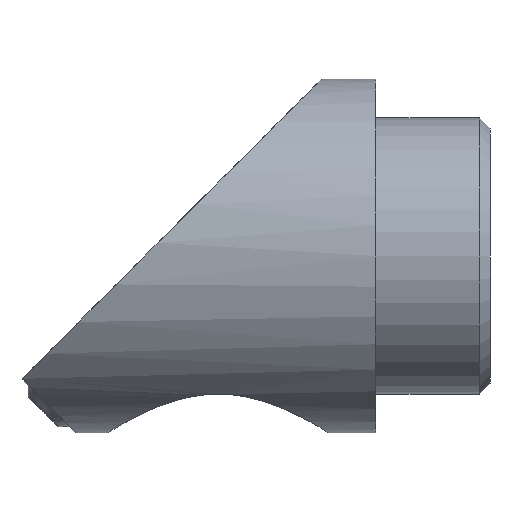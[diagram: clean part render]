
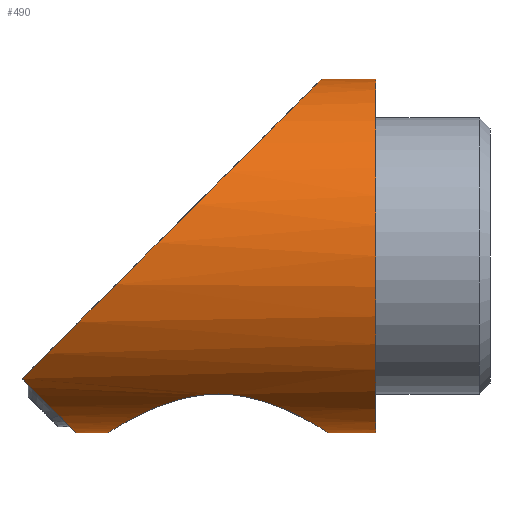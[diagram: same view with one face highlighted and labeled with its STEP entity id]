
A CAD part, left-side view. The second image highlights one B-rep face of the part: STEP entity #490.
In plain terms, the highlighted cylindrical face has radius 8.255 mm (diameter 16.51 mm), a partial arc.
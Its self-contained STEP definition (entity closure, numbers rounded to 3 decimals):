
#56 = CARTESIAN_POINT ( 'NONE',  ( -4.608, 5.056, -6.851 ) ) ;
#63 = CARTESIAN_POINT ( 'NONE',  ( 0., 2.222, -8.255 ) ) ;
#107 = CARTESIAN_POINT ( 'NONE',  ( -2.613, 11.808, -7.836 ) ) ;
#122 = CARTESIAN_POINT ( 'NONE',  ( 0., 30., 0. ) ) ;
#178 = CARTESIAN_POINT ( 'NONE',  ( -3.413, 3.504, -7.521 ) ) ;
#185 = CARTESIAN_POINT ( 'NONE',  ( -5.108, 6.67, -6.486 ) ) ;
#210 = CARTESIAN_POINT ( 'NONE',  ( -3.411, 11.23, -7.522 ) ) ;
#233 = VERTEX_POINT ( 'NONE', #840 ) ;
#235 = CARTESIAN_POINT ( 'NONE',  ( -4.084, 10.51, -7.177 ) ) ;
#247 = CARTESIAN_POINT ( 'NONE',  ( 0., 30., -8.255 ) ) ;
#261 = CARTESIAN_POINT ( 'NONE',  ( -5.932, 16.536, -5.741 ) ) ;
#275 = CARTESIAN_POINT ( 'NONE',  ( 0., 2.222, -8.255 ) ) ;
#277 = CIRCLE ( 'NONE', #858, 8.255 ) ;
#298 = CARTESIAN_POINT ( 'NONE',  ( 0., 30., -8.255 ) ) ;
#302 = CARTESIAN_POINT ( 'NONE',  ( -2.315, 2.761, -7.93 ) ) ;
#339 = VERTEX_POINT ( 'NONE', #571 ) ;
#343 = CARTESIAN_POINT ( 'NONE',  ( -0.689, 2.257, -8.233 ) ) ;
#363 = CARTESIAN_POINT ( 'NONE',  ( -5.144, 7.711, -6.457 ) ) ;
#402 =( BOUNDED_CURVE ( )  B_SPLINE_CURVE ( 3, ( #1053, #1581, #802, #534 ),
 .UNSPECIFIED., .F., .F. ) 
 B_SPLINE_CURVE_WITH_KNOTS ( ( 4, 4 ),
 ( 3.943, 6.283 ),
 .UNSPECIFIED. ) 
 CURVE ( )  GEOMETRIC_REPRESENTATION_ITEM ( )  RATIONAL_B_SPLINE_CURVE ( ( 1., 0.593, 0.593, 1. ) ) 
 REPRESENTATION_ITEM ( '' )  );
#433 = VERTEX_POINT ( 'NONE', #1432 ) ;
#434 = CARTESIAN_POINT ( 'NONE',  ( -1.364, 2.404, -8.143 ) ) ;
#463 = VERTEX_POINT ( 'NONE', #908 ) ;
#479 = CARTESIAN_POINT ( 'NONE',  ( -5.144, 7.021, -6.457 ) ) ;
#483 = LINE ( 'NONE', #1013, #995 ) ;
#487 = CARTESIAN_POINT ( 'NONE',  ( -4.45, 9.966, -6.956 ) ) ;
#490 = ADVANCED_FACE ( 'NONE', ( #1299 ), #777, .T. ) ;
#502 = EDGE_CURVE ( 'NONE', #805, #1475, #1225, .T. ) ;
#516 = CARTESIAN_POINT ( 'NONE',  ( -4.355, 14.907, -7.37 ) ) ;
#524 = EDGE_CURVE ( 'NONE', #879, #433, #1448, .T. ) ;
#526 = VECTOR ( 'NONE', #893, 1000. ) ;
#534 = CARTESIAN_POINT ( 'NONE',  ( 0., 2.54, 8.255 ) ) ;
#537 = CARTESIAN_POINT ( 'NONE',  ( 0., 2.54, 8.255 ) ) ;
#565 = CARTESIAN_POINT ( 'NONE',  ( -4.87, 5.676, -6.668 ) ) ;
#571 = CARTESIAN_POINT ( 'NONE',  ( 0., 0., 8.255 ) ) ;
#573 = CARTESIAN_POINT ( 'NONE',  ( -1.85, 2.564, -8.047 ) ) ;
#577 = VERTEX_POINT ( 'NONE', #537 ) ;
#611 = CARTESIAN_POINT ( 'NONE',  ( -3.16, 11.438, -7.632 ) ) ;
#612 = ORIENTED_EDGE ( 'NONE', *, *, #1089, .F. ) ;
#690 = DIRECTION ( 'NONE',  ( 0., -1., 0. ) ) ;
#718 = DIRECTION ( 'NONE',  ( 0., 0., 1. ) ) ;
#755 = CARTESIAN_POINT ( 'NONE',  ( -3.874, 10.765, -7.294 ) ) ;
#764 = DIRECTION ( 'NONE',  ( 0., -1., 0. ) ) ;
#777 = CYLINDRICAL_SURFACE ( 'NONE', #1430, 8.255 ) ;
#780 = B_SPLINE_CURVE_WITH_KNOTS ( 'NONE', 3,
 ( #1530, #363, #1287, #1662, #1514, #870, #487, #235, #755, #210, #611, #107, #1003, #1404, #1539, #897, #1011, #1261 ),
 .UNSPECIFIED., .F., .F.,
 ( 4, 2, 2, 2, 2, 2, 2, 2, 4 ),
 ( 0.025, 0.026, 0.027, 0.028, 0.029, 0.03, 0.031, 0.032, 0.033 ),
 .UNSPECIFIED. ) ;
#784 = ORIENTED_EDGE ( 'NONE', *, *, #1341, .F. ) ;
#802 = CARTESIAN_POINT ( 'NONE',  ( -8.538, 2.54, 8.255 ) ) ;
#805 = VERTEX_POINT ( 'NONE', #1658 ) ;
#811 = EDGE_CURVE ( 'NONE', #577, #339, #483, .T. ) ;
#826 = CARTESIAN_POINT ( 'NONE',  ( -2.612, 2.923, -7.836 ) ) ;
#835 = CARTESIAN_POINT ( 'NONE',  ( -1.196, 2.36, -8.17 ) ) ;
#840 = CARTESIAN_POINT ( 'NONE',  ( 0., 12.51, -8.255 ) ) ;
#843 = ORIENTED_EDGE ( 'NONE', *, *, #524, .T. ) ;
#858 = AXIS2_PLACEMENT_3D ( 'NONE', #1629, #1362, #718 ) ;
#868 = ORIENTED_EDGE ( 'NONE', *, *, #1391, .T. ) ;
#870 = CARTESIAN_POINT ( 'NONE',  ( -4.61, 9.673, -6.85 ) ) ;
#879 = VERTEX_POINT ( 'NONE', #275 ) ;
#893 = DIRECTION ( 'NONE',  ( 0., -1., 0. ) ) ;
#897 = CARTESIAN_POINT ( 'NONE',  ( -0.701, 12.473, -8.232 ) ) ;
#908 = CARTESIAN_POINT ( 'NONE',  ( -5.144, 7.366, -6.457 ) ) ;
#927 = CARTESIAN_POINT ( 'NONE',  ( -2.267, 14.022, -8.255 ) ) ;
#970 = CARTESIAN_POINT ( 'NONE',  ( -4.971, 6., -6.591 ) ) ;
#995 = VECTOR ( 'NONE', #764, 1000. ) ;
#1003 = CARTESIAN_POINT ( 'NONE',  ( -2.315, 11.971, -7.93 ) ) ;
#1011 = CARTESIAN_POINT ( 'NONE',  ( -0.349, 12.509, -8.255 ) ) ;
#1013 = CARTESIAN_POINT ( 'NONE',  ( 0., 30., 8.255 ) ) ;
#1053 = CARTESIAN_POINT ( 'NONE',  ( -5.932, 16.536, -5.741 ) ) ;
#1061 = EDGE_LOOP ( 'NONE', ( #1106, #1680, #1487, #868, #612, #784, #843, #1373 ) ) ;
#1087 = CARTESIAN_POINT ( 'NONE',  ( -5.932, 16.536, -5.741 ) ) ;
#1089 = EDGE_CURVE ( 'NONE', #463, #233, #780, .T. ) ;
#1099 = CARTESIAN_POINT ( 'NONE',  ( -3.161, 3.295, -7.631 ) ) ;
#1106 = ORIENTED_EDGE ( 'NONE', *, *, #811, .F. ) ;
#1120 = EDGE_CURVE ( 'NONE', #1475, #577, #402, .T. ) ;
#1129 = CARTESIAN_POINT ( 'NONE',  ( -3.876, 3.969, -7.293 ) ) ;
#1138 = CARTESIAN_POINT ( 'NONE',  ( -4.086, 4.225, -7.176 ) ) ;
#1169 = DIRECTION ( 'NONE',  ( 0., 0., -1. ) ) ;
#1222 = CARTESIAN_POINT ( 'NONE',  ( -0.347, 2.222, -8.255 ) ) ;
#1225 =( BOUNDED_CURVE ( )  B_SPLINE_CURVE ( 3, ( #1465, #927, #516, #261 ),
 .UNSPECIFIED., .F., .T. ) 
 B_SPLINE_CURVE_WITH_KNOTS ( ( 4, 4 ),
 ( 0., 0.802 ),
 .UNSPECIFIED. ) 
 CURVE ( )  GEOMETRIC_REPRESENTATION_ITEM ( )  RATIONAL_B_SPLINE_CURVE ( ( 1., 0.947, 0.947, 1. ) ) 
 REPRESENTATION_ITEM ( '' )  );
#1261 = CARTESIAN_POINT ( 'NONE',  ( 0., 12.51, -8.255 ) ) ;
#1287 = CARTESIAN_POINT ( 'NONE',  ( -5.109, 8.056, -6.485 ) ) ;
#1299 = FACE_OUTER_BOUND ( 'NONE', #1061, .T. ) ;
#1308 = LINE ( 'NONE', #247, #526 ) ;
#1341 = EDGE_CURVE ( 'NONE', #879, #463, #1436, .T. ) ;
#1362 = DIRECTION ( 'NONE',  ( 0., 1., 0. ) ) ;
#1373 = ORIENTED_EDGE ( 'NONE', *, *, #1664, .T. ) ;
#1391 = EDGE_CURVE ( 'NONE', #805, #233, #1308, .T. ) ;
#1404 = CARTESIAN_POINT ( 'NONE',  ( -1.696, 12.233, -8.085 ) ) ;
#1430 = AXIS2_PLACEMENT_3D ( 'NONE', #122, #1526, #1169 ) ;
#1432 = CARTESIAN_POINT ( 'NONE',  ( 0., 0., -8.255 ) ) ;
#1436 = B_SPLINE_CURVE_WITH_KNOTS ( 'NONE', 3,
 ( #63, #1222, #343, #835, #434, #1476, #573, #302, #826, #1099, #178, #1129, #1138, #1653, #56, #565, #970, #185, #479, #1527 ),
 .UNSPECIFIED., .F., .F.,
 ( 4, 2, 2, 2, 2, 2, 2, 2, 2, 4 ),
 ( 0.017, 0.018, 0.018, 0.019, 0.02, 0.021, 0.022, 0.023, 0.024, 0.025 ),
 .UNSPECIFIED. ) ;
#1448 = LINE ( 'NONE', #298, #1455 ) ;
#1455 = VECTOR ( 'NONE', #690, 1000. ) ;
#1465 = CARTESIAN_POINT ( 'NONE',  ( 0., 14.022, -8.255 ) ) ;
#1475 = VERTEX_POINT ( 'NONE', #1087 ) ;
#1476 = CARTESIAN_POINT ( 'NONE',  ( -1.691, 2.505, -8.082 ) ) ;
#1487 = ORIENTED_EDGE ( 'NONE', *, *, #502, .F. ) ;
#1514 = CARTESIAN_POINT ( 'NONE',  ( -4.87, 9.054, -6.667 ) ) ;
#1526 = DIRECTION ( 'NONE',  ( 0., -1., 0. ) ) ;
#1527 = CARTESIAN_POINT ( 'NONE',  ( -5.144, 7.366, -6.457 ) ) ;
#1530 = CARTESIAN_POINT ( 'NONE',  ( -5.144, 7.366, -6.457 ) ) ;
#1539 = CARTESIAN_POINT ( 'NONE',  ( -1.374, 12.335, -8.147 ) ) ;
#1581 = CARTESIAN_POINT ( 'NONE',  ( -11.869, 10.401, 0.394 ) ) ;
#1629 = CARTESIAN_POINT ( 'NONE',  ( 0., 0., 0. ) ) ;
#1653 = CARTESIAN_POINT ( 'NONE',  ( -4.45, 4.767, -6.956 ) ) ;
#1658 = CARTESIAN_POINT ( 'NONE',  ( 0., 14.022, -8.255 ) ) ;
#1662 = CARTESIAN_POINT ( 'NONE',  ( -4.971, 8.732, -6.591 ) ) ;
#1664 = EDGE_CURVE ( 'NONE', #433, #339, #277, .T. ) ;
#1680 = ORIENTED_EDGE ( 'NONE', *, *, #1120, .F. ) ;
